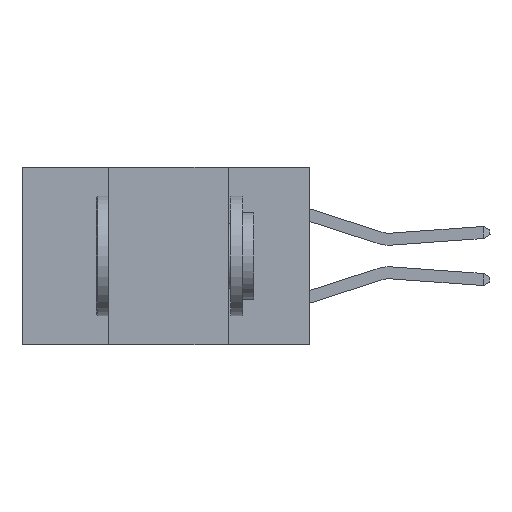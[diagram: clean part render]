
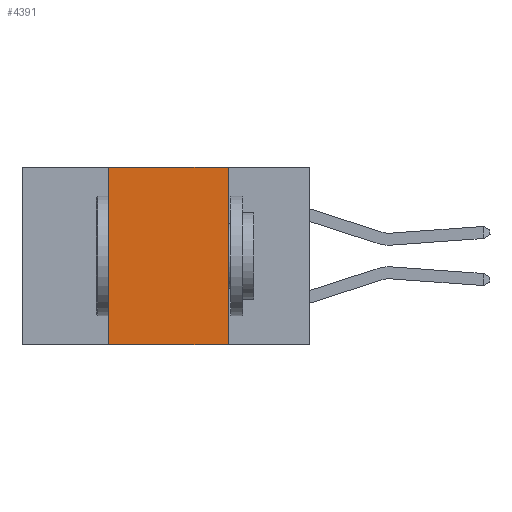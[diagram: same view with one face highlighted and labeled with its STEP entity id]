
A CAD part, left-side view. The second image highlights one B-rep face of the part: STEP entity #4391.
In plain terms, the highlighted planar face has unit normal (-1, 0, 0).
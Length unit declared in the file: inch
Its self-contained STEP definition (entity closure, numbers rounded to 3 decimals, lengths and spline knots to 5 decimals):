
#167 = VECTOR ( 'NONE', #10927, 39.37008 ) ;
#646 = PLANE ( 'NONE',  #10573 ) ;
#1386 = LINE ( 'NONE', #6477, #2874 ) ;
#1855 = ORIENTED_EDGE ( 'NONE', *, *, #5049, .T. ) ;
#2310 = ORIENTED_EDGE ( 'NONE', *, *, #7564, .F. ) ;
#2796 = ORIENTED_EDGE ( 'NONE', *, *, #6294, .F. ) ;
#2874 = VECTOR ( 'NONE', #2933, 39.37008 ) ;
#2933 = DIRECTION ( 'NONE',  ( 0., 0., 1. ) ) ;
#3129 = DIRECTION ( 'NONE',  ( 0., 0., -1. ) ) ;
#3734 = VECTOR ( 'NONE', #4863, 39.37008 ) ;
#3946 = LINE ( 'NONE', #9082, #3734 ) ;
#3956 = CARTESIAN_POINT ( 'NONE',  ( 0., 0.6, 0. ) ) ;
#4068 = DIRECTION ( 'NONE',  ( 1., 0., 0. ) ) ;
#4109 = CARTESIAN_POINT ( 'NONE',  ( 0., 0.6, -0.37 ) ) ;
#4391 = ADVANCED_FACE ( 'NONE', ( #5731 ), #646, .F. ) ;
#4863 = DIRECTION ( 'NONE',  ( 0., 0., -1. ) ) ;
#4933 = VERTEX_POINT ( 'NONE', #10065 ) ;
#5049 = EDGE_CURVE ( 'NONE', #5468, #8009, #10876, .T. ) ;
#5468 = VERTEX_POINT ( 'NONE', #9530 ) ;
#5731 = FACE_OUTER_BOUND ( 'NONE', #8382, .T. ) ;
#5823 = LINE ( 'NONE', #8565, #7351 ) ;
#6294 = EDGE_CURVE ( 'NONE', #9644, #4933, #5823, .T. ) ;
#6477 = CARTESIAN_POINT ( 'NONE',  ( 0., 0.42, -0.37 ) ) ;
#7065 = CARTESIAN_POINT ( 'NONE',  ( 0., 0.42, 0. ) ) ;
#7351 = VECTOR ( 'NONE', #10067, 39.37008 ) ;
#7553 = CARTESIAN_POINT ( 'NONE',  ( 0., 0.17, -0.37 ) ) ;
#7564 = EDGE_CURVE ( 'NONE', #4933, #8009, #3946, .T. ) ;
#8009 = VERTEX_POINT ( 'NONE', #7553 ) ;
#8382 = EDGE_LOOP ( 'NONE', ( #2310, #2796, #9355, #1855 ) ) ;
#8565 = CARTESIAN_POINT ( 'NONE',  ( 0., 0.6, 0. ) ) ;
#9082 = CARTESIAN_POINT ( 'NONE',  ( 0., 0.17, -0.37 ) ) ;
#9355 = ORIENTED_EDGE ( 'NONE', *, *, #10039, .F. ) ;
#9530 = CARTESIAN_POINT ( 'NONE',  ( 0., 0.42, -0.37 ) ) ;
#9644 = VERTEX_POINT ( 'NONE', #7065 ) ;
#10039 = EDGE_CURVE ( 'NONE', #5468, #9644, #1386, .T. ) ;
#10065 = CARTESIAN_POINT ( 'NONE',  ( 0., 0.17, 0. ) ) ;
#10067 = DIRECTION ( 'NONE',  ( 0., -1., 0. ) ) ;
#10573 = AXIS2_PLACEMENT_3D ( 'NONE', #3956, #4068, #3129 ) ;
#10876 = LINE ( 'NONE', #4109, #167 ) ;
#10927 = DIRECTION ( 'NONE',  ( 0., -1., 0. ) ) ;
